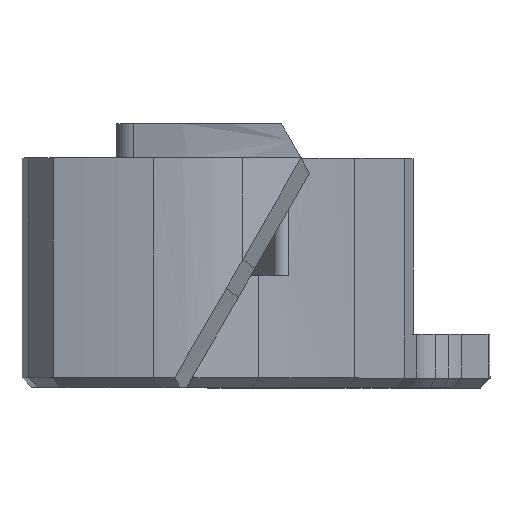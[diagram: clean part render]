
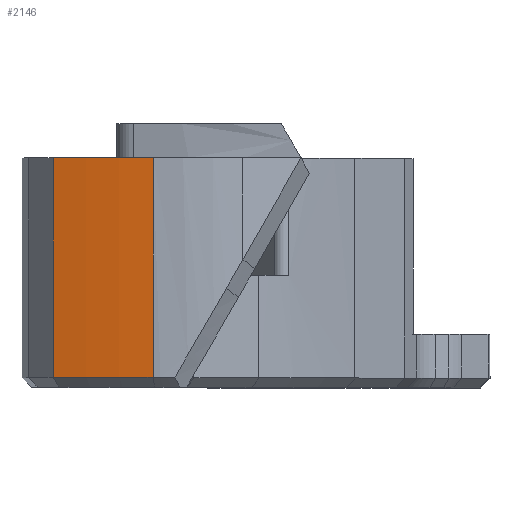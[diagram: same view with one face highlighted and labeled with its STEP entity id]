
A CAD part, top view. The second image highlights one B-rep face of the part: STEP entity #2146.
In plain terms, the highlighted cylindrical face has radius 34 mm (diameter 68 mm), a partial arc.
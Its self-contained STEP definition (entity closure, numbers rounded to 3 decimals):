
#209=FACE_OUTER_BOUND('',#334,.T.);
#334=EDGE_LOOP('',(#1808,#1809,#1810,#1811));
#387=CIRCLE('',#2217,34.);
#413=CIRCLE('',#2267,34.);
#538=LINE('',#3276,#745);
#621=LINE('',#3564,#828);
#745=VECTOR('',#2607,10.);
#828=VECTOR('',#2880,10.);
#905=VERTEX_POINT('',#3104);
#906=VERTEX_POINT('',#3106);
#946=VERTEX_POINT('',#3208);
#969=VERTEX_POINT('',#3281);
#1106=EDGE_CURVE('',#905,#906,#387,.T.);
#1187=EDGE_CURVE('',#946,#905,#538,.T.);
#1191=EDGE_CURVE('',#969,#946,#413,.T.);
#1320=EDGE_CURVE('',#969,#906,#621,.T.);
#1808=ORIENTED_EDGE('',*,*,#1191,.F.);
#1809=ORIENTED_EDGE('',*,*,#1320,.T.);
#1810=ORIENTED_EDGE('',*,*,#1106,.F.);
#1811=ORIENTED_EDGE('',*,*,#1187,.F.);
#2055=CYLINDRICAL_SURFACE('',#2359,34.);
#2146=ADVANCED_FACE('',(#209),#2055,.T.);
#2217=AXIS2_PLACEMENT_3D('',#3107,#2460,#2461);
#2267=AXIS2_PLACEMENT_3D('',#3283,#2614,#2615);
#2359=AXIS2_PLACEMENT_3D('',#3563,#2878,#2879);
#2460=DIRECTION('center_axis',(0.,1.,0.));
#2461=DIRECTION('ref_axis',(-0.999,0.,0.048));
#2607=DIRECTION('',(0.,1.,0.));
#2614=DIRECTION('center_axis',(0.,-1.,0.));
#2615=DIRECTION('ref_axis',(-0.999,0.,0.048));
#2878=DIRECTION('center_axis',(0.,1.,0.));
#2879=DIRECTION('ref_axis',(-0.999,0.,0.048));
#2880=DIRECTION('',(0.,1.,0.));
#3104=CARTESIAN_POINT('',(-19.803,4.,110.404));
#3106=CARTESIAN_POINT('',(-15.704,4.,111.275));
#3107=CARTESIAN_POINT('Origin',(-10.693,4.,77.647));
#3208=CARTESIAN_POINT('',(-19.803,-5.,110.404));
#3276=CARTESIAN_POINT('',(-19.803,-5.8,110.404));
#3281=CARTESIAN_POINT('',(-15.704,-5.,111.275));
#3283=CARTESIAN_POINT('Origin',(-10.693,-5.,77.647));
#3563=CARTESIAN_POINT('Origin',(-10.693,-5.8,77.647));
#3564=CARTESIAN_POINT('',(-15.704,-5.8,111.275));
